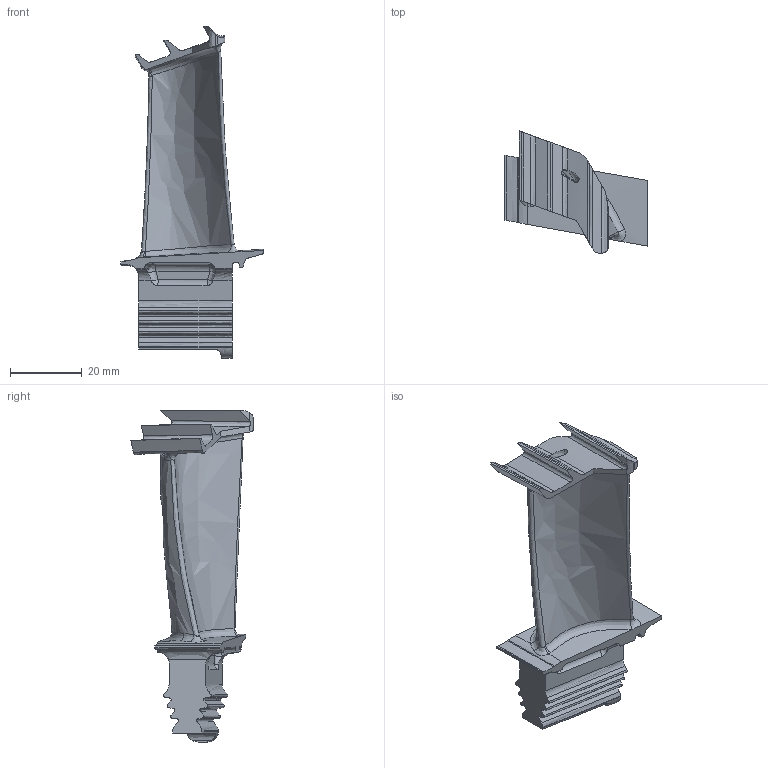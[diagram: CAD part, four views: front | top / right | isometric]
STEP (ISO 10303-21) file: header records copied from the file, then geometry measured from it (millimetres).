
FILE_DESCRIPTION( ('This file contains a STEP AP42 implementation' ,'as created by ZW3D STEP Interface translator.') ,'2;1' );
FILE_NAME( 'Part001.stp' ,'12 915.114439', (''), ('ZWCAD Software Co.'), 'Version 1.0', 'ZW3D to STEP translator', '' );
FILE_SCHEMA( ('CONFIG_CONTROL_DESIGN') );
Length unit declared in the file: millimetre
Products named in the file (1): 0
Bounding box: 39.66 x 34 x 92.32 mm (x, y, z)
Volume: 13213.2 mm3; surface area: 10478.6 mm2
Topology: 1 solids, 1 shells, 171 faces, 467 edges, 296 vertices
Faces by surface type: bspline 171
Entity records: 12336 total; most frequent: CARTESIAN_POINT 9728, ORIENTED_EDGE 932, EDGE_CURVE 466, B_SPLINE_CURVE_WITH_KNOTS 323, VERTEX_POINT 296, EDGE_LOOP 172, FACE_OUTER_BOUND 171, ADVANCED_FACE 171
